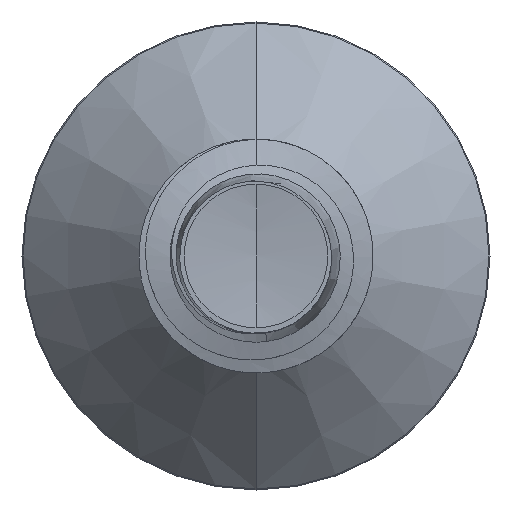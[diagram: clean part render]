
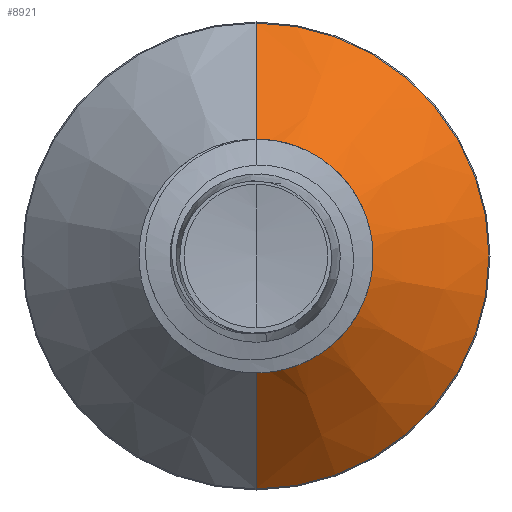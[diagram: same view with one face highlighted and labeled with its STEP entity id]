
A CAD part, front view. The second image highlights one B-rep face of the part: STEP entity #8921.
In plain terms, the highlighted conical face has half-angle 45 degrees and reference radius 0.638 mm.
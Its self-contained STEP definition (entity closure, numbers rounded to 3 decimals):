
#174 = CARTESIAN_POINT ( 'NONE',  ( 0., 1.944, -1.394 ) ) ;
#561 = DIRECTION ( 'NONE',  ( 0., 1., 0. ) ) ;
#803 = AXIS2_PLACEMENT_3D ( 'NONE', #7803, #3318, #8553 ) ;
#926 = VERTEX_POINT ( 'NONE', #174 ) ;
#1130 = AXIS2_PLACEMENT_3D ( 'NONE', #9224, #4861, #9923 ) ;
#1272 = FACE_OUTER_BOUND ( 'NONE', #2041, .T. ) ;
#1295 = CARTESIAN_POINT ( 'NONE',  ( 0., 1.188, -0.638 ) ) ;
#1368 = LINE ( 'NONE', #8560, #4415 ) ;
#1413 = CARTESIAN_POINT ( 'NONE',  ( 0., 1.188, 0. ) ) ;
#1419 = VERTEX_POINT ( 'NONE', #9296 ) ;
#2041 = EDGE_LOOP ( 'NONE', ( #4115, #4070, #3992, #3810 ) ) ;
#2727 = LINE ( 'NONE', #1295, #6953 ) ;
#3318 = DIRECTION ( 'NONE',  ( 0., 1., 0. ) ) ;
#3810 = ORIENTED_EDGE ( 'NONE', *, *, #5751, .F. ) ;
#3992 = ORIENTED_EDGE ( 'NONE', *, *, #7295, .F. ) ;
#4070 = ORIENTED_EDGE ( 'NONE', *, *, #4959, .T. ) ;
#4115 = ORIENTED_EDGE ( 'NONE', *, *, #7375, .T. ) ;
#4415 = VECTOR ( 'NONE', #9299, 1000. ) ;
#4572 = CONICAL_SURFACE ( 'NONE', #6768, 0.638, 0.785 ) ;
#4772 = CARTESIAN_POINT ( 'NONE',  ( 0., 1.188, 0.638 ) ) ;
#4861 = DIRECTION ( 'NONE',  ( 0., 1., 0. ) ) ;
#4959 = EDGE_CURVE ( 'NONE', #5452, #926, #2727, .T. ) ;
#5139 = CIRCLE ( 'NONE', #803, 0.638 ) ;
#5237 = CIRCLE ( 'NONE', #1130, 1.394 ) ;
#5452 = VERTEX_POINT ( 'NONE', #6730 ) ;
#5751 = EDGE_CURVE ( 'NONE', #8587, #1419, #1368, .T. ) ;
#6730 = CARTESIAN_POINT ( 'NONE',  ( 0., 1.188, -0.638 ) ) ;
#6766 = DIRECTION ( 'NONE',  ( 0., 0.707, -0.707 ) ) ;
#6768 = AXIS2_PLACEMENT_3D ( 'NONE', #1413, #561, #6868 ) ;
#6868 = DIRECTION ( 'NONE',  ( 0., 0., 1. ) ) ;
#6953 = VECTOR ( 'NONE', #6766, 1000. ) ;
#7295 = EDGE_CURVE ( 'NONE', #1419, #926, #5237, .T. ) ;
#7375 = EDGE_CURVE ( 'NONE', #8587, #5452, #5139, .T. ) ;
#7803 = CARTESIAN_POINT ( 'NONE',  ( 0., 1.188, 0. ) ) ;
#8553 = DIRECTION ( 'NONE',  ( 0., 0., 1. ) ) ;
#8560 = CARTESIAN_POINT ( 'NONE',  ( 0., 1.188, 0.638 ) ) ;
#8587 = VERTEX_POINT ( 'NONE', #4772 ) ;
#8921 = ADVANCED_FACE ( 'NONE', ( #1272 ), #4572, .T. ) ;
#9224 = CARTESIAN_POINT ( 'NONE',  ( 0., 1.944, 0. ) ) ;
#9296 = CARTESIAN_POINT ( 'NONE',  ( 0., 1.944, 1.394 ) ) ;
#9299 = DIRECTION ( 'NONE',  ( 0., 0.707, 0.707 ) ) ;
#9923 = DIRECTION ( 'NONE',  ( 0., 0., 1. ) ) ;
